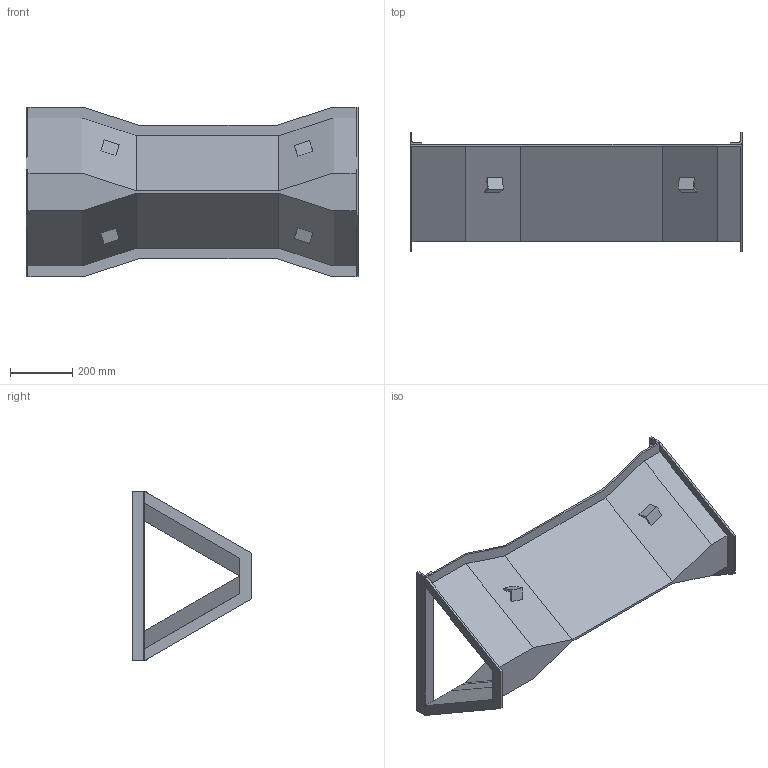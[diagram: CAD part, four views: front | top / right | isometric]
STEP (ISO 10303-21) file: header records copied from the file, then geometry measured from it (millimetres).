
FILE_DESCRIPTION (( 'STEP AP214' ), '1' );
FILE_NAME ('Ex Lg Trap Flume Assy no options.STEP', '2020-12-17T13:03:12', ( '' ), ( '' ), 'SwSTEP 2.0', 'SolidWorks 2020', '' );
FILE_SCHEMA (( 'AUTOMOTIVE_DESIGN' ));
Length unit declared in the file: inch
Products named in the file (6):  - Extra Lg Trap Flume; Ex Lg Trap Flume Assy no options; Ex Lg Trap Staff Gauge_ENGLISH STAFF GAUGE; MirrorSpreader Part5_Default<As Machined>; Angle bracket; Spreader Part5_Default<As Machined>
Assembly tree (8 placements, depth 2):
  Ex Lg Trap Flume Assy no options
     - Extra Lg Trap Flume
    Ex Lg Trap Staff Gauge_ENGLISH STAFF GAUGE
    Spreader Part5_Default<As Machined>
    MirrorSpreader Part5_Default<As Machined>
    Angle bracket  x4
Bounding box: 1063.62 x 381 x 542.92 mm (x, y, z)
Volume: 6529609.6 mm3; surface area: 2135384.2 mm2
Topology: 8 solids, 8 shells, 109 faces, 263 edges, 170 vertices
Faces by surface type: plane 105, cylinder 4
Entity records: 3144 total; most frequent: CARTESIAN_POINT 439, ORIENTED_EDGE 418, DIRECTION 409, EDGE_CURVE 209, VECTOR 201, LINE 201, VERTEX_POINT 134, AXIS2_PLACEMENT_3D 104
